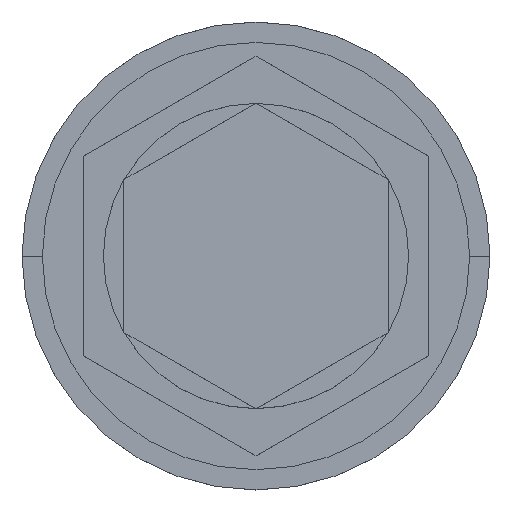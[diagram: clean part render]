
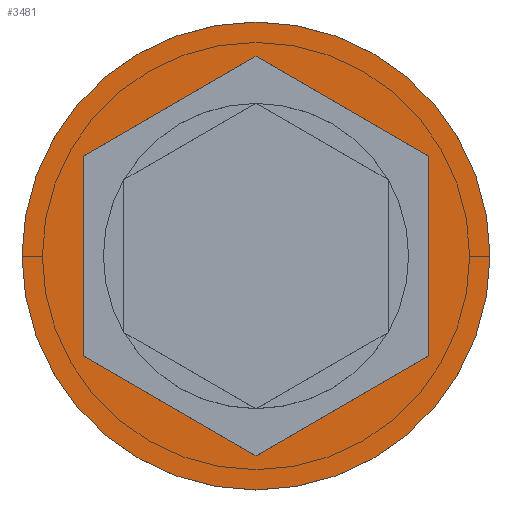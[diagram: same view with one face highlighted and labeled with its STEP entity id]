
A CAD part, top view. The second image highlights one B-rep face of the part: STEP entity #3481.
In plain terms, the highlighted planar face has unit normal (0, 0, 1).
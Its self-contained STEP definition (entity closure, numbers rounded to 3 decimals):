
#3 = CARTESIAN_POINT ( 'NONE',  ( 4.25, -2.454, 0. ) ) ;
#52 = CARTESIAN_POINT ( 'NONE',  ( 4.25, -2.454, 0. ) ) ;
#75 = VECTOR ( 'NONE', #1134, 1000. ) ;
#125 = DIRECTION ( 'NONE',  ( 1., 0., 0. ) ) ;
#237 = FACE_OUTER_BOUND ( 'NONE', #991, .T. ) ;
#332 = EDGE_CURVE ( 'NONE', #2239, #550, #1562, .T. ) ;
#427 = CARTESIAN_POINT ( 'NONE',  ( 0., -4.907, 0. ) ) ;
#516 = CIRCLE ( 'NONE', #2614, 5.75 ) ;
#550 = VERTEX_POINT ( 'NONE', #1023 ) ;
#581 = CIRCLE ( 'NONE', #1019, 5.75 ) ;
#620 = CARTESIAN_POINT ( 'NONE',  ( -4.25, -2.454, 0. ) ) ;
#682 = ORIENTED_EDGE ( 'NONE', *, *, #3357, .F. ) ;
#812 = CARTESIAN_POINT ( 'NONE',  ( 0., 4.907, 0. ) ) ;
#898 = DIRECTION ( 'NONE',  ( 0., 0., 1. ) ) ;
#904 = LINE ( 'NONE', #3022, #1218 ) ;
#919 = EDGE_CURVE ( 'NONE', #3864, #1551, #581, .T. ) ;
#991 = EDGE_LOOP ( 'NONE', ( #2226, #1568 ) ) ;
#1001 = DIRECTION ( 'NONE',  ( 0., 0., 1. ) ) ;
#1019 = AXIS2_PLACEMENT_3D ( 'NONE', #3410, #1592, #1934 ) ;
#1023 = CARTESIAN_POINT ( 'NONE',  ( -4.25, 2.454, 0. ) ) ;
#1034 = VECTOR ( 'NONE', #2634, 1000. ) ;
#1134 = DIRECTION ( 'NONE',  ( 0., -1., 0. ) ) ;
#1165 = DIRECTION ( 'NONE',  ( -0.866, 0.5, 0. ) ) ;
#1174 = ORIENTED_EDGE ( 'NONE', *, *, #1652, .F. ) ;
#1195 = FACE_BOUND ( 'NONE', #1883, .T. ) ;
#1218 = VECTOR ( 'NONE', #1165, 1000. ) ;
#1339 = CARTESIAN_POINT ( 'NONE',  ( -5.75, 0., 0. ) ) ;
#1457 = CARTESIAN_POINT ( 'NONE',  ( 0., -4.907, 0. ) ) ;
#1493 = ORIENTED_EDGE ( 'NONE', *, *, #3582, .F. ) ;
#1505 = DIRECTION ( 'NONE',  ( -0.866, -0.5, 0. ) ) ;
#1508 = EDGE_CURVE ( 'NONE', #1551, #3864, #516, .T. ) ;
#1551 = VERTEX_POINT ( 'NONE', #1339 ) ;
#1562 = LINE ( 'NONE', #2103, #3054 ) ;
#1568 = ORIENTED_EDGE ( 'NONE', *, *, #1508, .T. ) ;
#1592 = DIRECTION ( 'NONE',  ( 0., 0., 1. ) ) ;
#1636 = CARTESIAN_POINT ( 'NONE',  ( 5.75, 0., 0. ) ) ;
#1652 = EDGE_CURVE ( 'NONE', #2496, #2600, #2380, .T. ) ;
#1666 = VECTOR ( 'NONE', #2698, 1000. ) ;
#1699 = CARTESIAN_POINT ( 'NONE',  ( 4.25, 2.454, 0. ) ) ;
#1837 = CARTESIAN_POINT ( 'NONE',  ( -4.25, 2.454, 0. ) ) ;
#1883 = EDGE_LOOP ( 'NONE', ( #3858, #3652, #1174, #682, #1493, #2757 ) ) ;
#1934 = DIRECTION ( 'NONE',  ( 1., 0., 0. ) ) ;
#2103 = CARTESIAN_POINT ( 'NONE',  ( 0., 4.907, 0. ) ) ;
#2226 = ORIENTED_EDGE ( 'NONE', *, *, #919, .T. ) ;
#2239 = VERTEX_POINT ( 'NONE', #812 ) ;
#2380 = LINE ( 'NONE', #1457, #1666 ) ;
#2395 = PLANE ( 'NONE',  #3072 ) ;
#2496 = VERTEX_POINT ( 'NONE', #427 ) ;
#2591 = LINE ( 'NONE', #3811, #1034 ) ;
#2598 = EDGE_CURVE ( 'NONE', #3374, #2239, #904, .T. ) ;
#2600 = VERTEX_POINT ( 'NONE', #3 ) ;
#2614 = AXIS2_PLACEMENT_3D ( 'NONE', #2858, #1001, #125 ) ;
#2634 = DIRECTION ( 'NONE',  ( 0.866, -0.5, 0. ) ) ;
#2652 = LINE ( 'NONE', #1837, #75 ) ;
#2698 = DIRECTION ( 'NONE',  ( 0.866, 0.5, 0. ) ) ;
#2757 = ORIENTED_EDGE ( 'NONE', *, *, #332, .F. ) ;
#2828 = LINE ( 'NONE', #52, #3651 ) ;
#2858 = CARTESIAN_POINT ( 'NONE',  ( 0., 0., 0. ) ) ;
#3022 = CARTESIAN_POINT ( 'NONE',  ( 4.25, 2.454, 0. ) ) ;
#3035 = CARTESIAN_POINT ( 'NONE',  ( 0., 0., 0. ) ) ;
#3050 = DIRECTION ( 'NONE',  ( 0., 1., 0. ) ) ;
#3054 = VECTOR ( 'NONE', #1505, 1000. ) ;
#3072 = AXIS2_PLACEMENT_3D ( 'NONE', #3035, #898, #3314 ) ;
#3314 = DIRECTION ( 'NONE',  ( 1., 0., 0. ) ) ;
#3357 = EDGE_CURVE ( 'NONE', #3566, #2496, #2591, .T. ) ;
#3374 = VERTEX_POINT ( 'NONE', #1699 ) ;
#3410 = CARTESIAN_POINT ( 'NONE',  ( 0., 0., 0. ) ) ;
#3481 = ADVANCED_FACE ( 'NONE', ( #1195, #237 ), #2395, .T. ) ;
#3566 = VERTEX_POINT ( 'NONE', #620 ) ;
#3582 = EDGE_CURVE ( 'NONE', #550, #3566, #2652, .T. ) ;
#3651 = VECTOR ( 'NONE', #3050, 1000. ) ;
#3652 = ORIENTED_EDGE ( 'NONE', *, *, #3724, .F. ) ;
#3724 = EDGE_CURVE ( 'NONE', #2600, #3374, #2828, .T. ) ;
#3811 = CARTESIAN_POINT ( 'NONE',  ( -4.25, -2.454, 0. ) ) ;
#3858 = ORIENTED_EDGE ( 'NONE', *, *, #2598, .F. ) ;
#3864 = VERTEX_POINT ( 'NONE', #1636 ) ;
